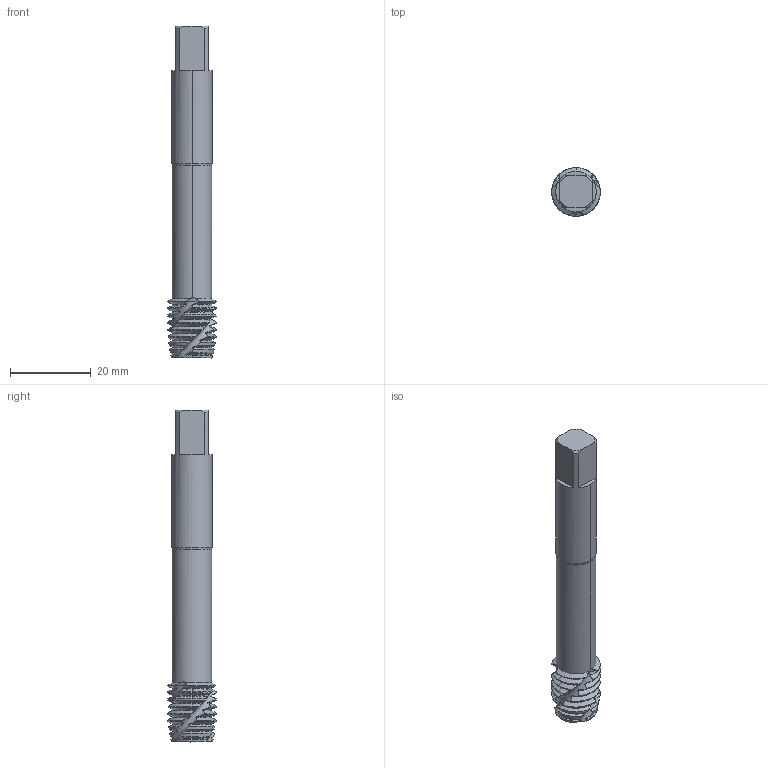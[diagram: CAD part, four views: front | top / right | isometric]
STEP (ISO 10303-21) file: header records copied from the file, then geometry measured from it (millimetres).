
FILE_DESCRIPTION(('no description'),'unknown implementation level');
FILE_NAME('solidoTCvSFWVEl7TY1i1eAYWA62_0C0_1.STP',' ',('CIM GmbH Aachen'),('CADClick - KiM GmbH - www.kimweb.de'),'unknown preprocess','ACIS','unknown authorization');
FILE_SCHEMA(('automotive_design'));
Length unit declared in the file: millimetre
Products named in the file (2): 1; 2
Bounding box: 12 x 12 x 82 mm (x, y, z)
Volume: 6294.1 mm3; surface area: 3895 mm2
Topology: 2 solids, 2 shells, 201 faces, 560 edges, 361 vertices
Faces by surface type: cone 107, cylinder 73, plane 12, bspline 6, revolution 3
Entity records: 16141 total; most frequent: CARTESIAN_POINT 5055, STYLED_ITEM 1122, PRESENTATION_STYLE_ASSIGNMENT 1122, COLOUR_RGB 1122, ORIENTED_EDGE 1116, DIRECTION 928, EDGE_CURVE 558, CURVE_STYLE 558
